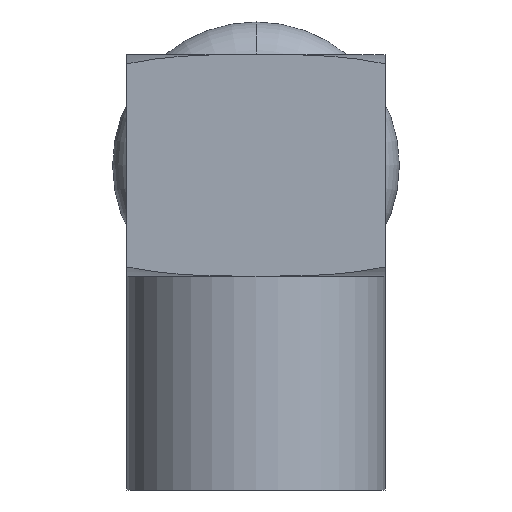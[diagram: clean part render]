
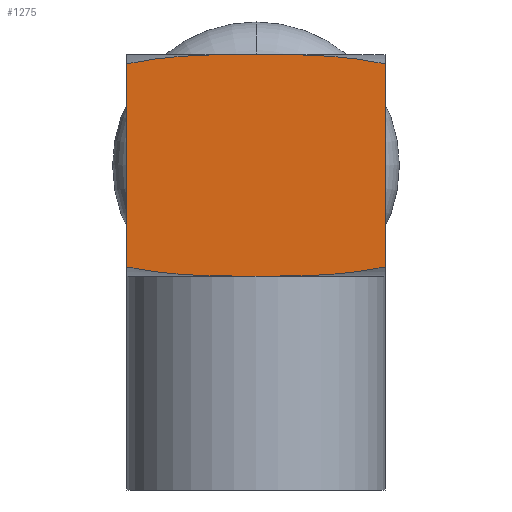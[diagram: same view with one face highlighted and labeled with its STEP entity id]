
A CAD part, front view. The second image highlights one B-rep face of the part: STEP entity #1275.
In plain terms, the highlighted planar face has unit normal (0, -1, 0).
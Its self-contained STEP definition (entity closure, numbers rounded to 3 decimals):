
#14 = CARTESIAN_POINT ( 'NONE',  ( 6.916, -10.735, 17.979 ) ) ;
#23 = CARTESIAN_POINT ( 'NONE',  ( 10.74, -10.735, 36.205 ) ) ;
#59 = CARTESIAN_POINT ( 'NONE',  ( -9.219, -10.735, 18.263 ) ) ;
#66 = VERTEX_POINT ( 'NONE', #1694 ) ;
#70 = CARTESIAN_POINT ( 'NONE',  ( 10.74, -10.735, 36.205 ) ) ;
#78 = CARTESIAN_POINT ( 'NONE',  ( -1.505, -10.735, 36.205 ) ) ;
#80 = ORIENTED_EDGE ( 'NONE', *, *, #560, .F. ) ;
#129 = EDGE_CURVE ( 'NONE', #1216, #1815, #858, .T. ) ;
#150 = ORIENTED_EDGE ( 'NONE', *, *, #1252, .T. ) ;
#157 = CARTESIAN_POINT ( 'NONE',  ( 9.983, -10.735, 18.392 ) ) ;
#168 = CARTESIAN_POINT ( 'NONE',  ( 2.279, -10.735, 36.204 ) ) ;
#171 = CARTESIAN_POINT ( 'NONE',  ( -10.74, -10.735, 36.205 ) ) ;
#176 = VERTEX_POINT ( 'NONE', #1699 ) ;
#185 = CARTESIAN_POINT ( 'NONE',  ( -3.053, -10.735, 36.201 ) ) ;
#191 = CARTESIAN_POINT ( 'NONE',  ( -1.505, -10.735, 17.795 ) ) ;
#220 = CARTESIAN_POINT ( 'NONE',  ( -9.22, -10.735, 35.737 ) ) ;
#221 = CARTESIAN_POINT ( 'NONE',  ( 0., -10.735, 17.795 ) ) ;
#227 = VECTOR ( 'NONE', #887, 1000. ) ;
#233 = VECTOR ( 'NONE', #880, 1000. ) ;
#268 = EDGE_CURVE ( 'NONE', #1135, #1216, #1729, .T. ) ;
#301 = CARTESIAN_POINT ( 'NONE',  ( 10.74, -10.735, 17.795 ) ) ;
#305 = EDGE_CURVE ( 'NONE', #1380, #66, #1154, .T. ) ;
#320 = CARTESIAN_POINT ( 'NONE',  ( -4.598, -10.735, 17.835 ) ) ;
#322 = CARTESIAN_POINT ( 'NONE',  ( -10.74, -10.735, 35.446 ) ) ;
#323 = CARTESIAN_POINT ( 'NONE',  ( 9.982, -10.735, 35.608 ) ) ;
#338 = CARTESIAN_POINT ( 'NONE',  ( -9.983, -10.735, 35.608 ) ) ;
#412 = VECTOR ( 'NONE', #1136, 1000. ) ;
#421 = CARTESIAN_POINT ( 'NONE',  ( 5.371, -10.735, 36.132 ) ) ;
#456 = DIRECTION ( 'NONE',  ( 0., 0., -1. ) ) ;
#510 = VERTEX_POINT ( 'NONE', #838 ) ;
#532 = EDGE_CURVE ( 'NONE', #1815, #706, #1759, .T. ) ;
#550 = VECTOR ( 'NONE', #990, 1000. ) ;
#556 = CARTESIAN_POINT ( 'NONE',  ( 1.505, -10.735, 36.205 ) ) ;
#560 = EDGE_CURVE ( 'NONE', #510, #1261, #1725, .T. ) ;
#570 = ORIENTED_EDGE ( 'NONE', *, *, #305, .F. ) ;
#575 = ORIENTED_EDGE ( 'NONE', *, *, #1228, .T. ) ;
#576 = CARTESIAN_POINT ( 'NONE',  ( 3.052, -10.735, 36.201 ) ) ;
#582 = CARTESIAN_POINT ( 'NONE',  ( -10.74, -10.735, 18.554 ) ) ;
#589 = EDGE_LOOP ( 'NONE', ( #816, #819, #1557, #1566, #760, #80, #150, #570, #575 ) ) ;
#597 = CARTESIAN_POINT ( 'NONE',  ( 10.74, -10.735, 17.795 ) ) ;
#617 = CARTESIAN_POINT ( 'NONE',  ( -1.505, -10.735, 36.205 ) ) ;
#659 = CARTESIAN_POINT ( 'NONE',  ( -1.505, -10.735, 17.795 ) ) ;
#694 = CARTESIAN_POINT ( 'NONE',  ( 4.6, -10.735, 17.836 ) ) ;
#704 = CARTESIAN_POINT ( 'NONE',  ( 10.74, -10.735, 18.554 ) ) ;
#706 = VERTEX_POINT ( 'NONE', #659 ) ;
#731 = CARTESIAN_POINT ( 'NONE',  ( -4.6, -10.735, 36.164 ) ) ;
#732 = DIRECTION ( 'NONE',  ( 0., 1., 0. ) ) ;
#735 = CARTESIAN_POINT ( 'NONE',  ( -2.279, -10.735, 17.796 ) ) ;
#760 = ORIENTED_EDGE ( 'NONE', *, *, #1586, .F. ) ;
#770 = B_SPLINE_CURVE_WITH_KNOTS ( 'NONE', 3,
 ( #1303, #323, #1576, #1665, #1698, #421, #1013, #576, #168, #556 ),
 .UNSPECIFIED., .F., .F.,
 ( 4, 2, 2, 2, 4 ),
 ( 0., 0.002, 0.005, 0.007, 0.009 ),
 .UNSPECIFIED. ) ;
#778 = AXIS2_PLACEMENT_3D ( 'NONE', #1040, #732, #1185 ) ;
#816 = ORIENTED_EDGE ( 'NONE', *, *, #1253, .T. ) ;
#819 = ORIENTED_EDGE ( 'NONE', *, *, #268, .T. ) ;
#827 = LINE ( 'NONE', #301, #550 ) ;
#838 = CARTESIAN_POINT ( 'NONE',  ( 1.505, -10.735, 17.795 ) ) ;
#842 = CARTESIAN_POINT ( 'NONE',  ( 1.505, -10.735, 17.795 ) ) ;
#858 = LINE ( 'NONE', #171, #227 ) ;
#880 = DIRECTION ( 'NONE',  ( -1., 0., 0. ) ) ;
#887 = DIRECTION ( 'NONE',  ( 0., 0., -1. ) ) ;
#895 = VECTOR ( 'NONE', #456, 1000. ) ;
#948 = CARTESIAN_POINT ( 'NONE',  ( -10.74, -10.735, 18.554 ) ) ;
#975 = CARTESIAN_POINT ( 'NONE',  ( 2.279, -10.735, 17.796 ) ) ;
#985 = CARTESIAN_POINT ( 'NONE',  ( 9.22, -10.735, 18.263 ) ) ;
#990 = DIRECTION ( 'NONE',  ( -1., 0., 0. ) ) ;
#1013 = CARTESIAN_POINT ( 'NONE',  ( 4.598, -10.735, 36.165 ) ) ;
#1040 = CARTESIAN_POINT ( 'NONE',  ( 10.74, -10.735, 36.205 ) ) ;
#1048 = PLANE ( 'NONE',  #778 ) ;
#1123 = CARTESIAN_POINT ( 'NONE',  ( 7.687, -10.735, 18.057 ) ) ;
#1135 = VERTEX_POINT ( 'NONE', #78 ) ;
#1136 = DIRECTION ( 'NONE',  ( -1., 0., 0. ) ) ;
#1152 = CARTESIAN_POINT ( 'NONE',  ( -3.052, -10.735, 17.799 ) ) ;
#1154 = LINE ( 'NONE', #70, #895 ) ;
#1185 = DIRECTION ( 'NONE',  ( 0., 0., 1. ) ) ;
#1189 = CARTESIAN_POINT ( 'NONE',  ( -7.685, -10.735, 18.057 ) ) ;
#1193 = CARTESIAN_POINT ( 'NONE',  ( 10.74, -10.735, 35.446 ) ) ;
#1216 = VERTEX_POINT ( 'NONE', #1709 ) ;
#1228 = EDGE_CURVE ( 'NONE', #1380, #176, #770, .T. ) ;
#1252 = EDGE_CURVE ( 'NONE', #510, #66, #1368, .T. ) ;
#1253 = EDGE_CURVE ( 'NONE', #176, #1135, #1283, .T. ) ;
#1261 = VERTEX_POINT ( 'NONE', #221 ) ;
#1272 = CARTESIAN_POINT ( 'NONE',  ( 5.373, -10.735, 17.869 ) ) ;
#1275 = ADVANCED_FACE ( 'NONE', ( #1490 ), #1048, .F. ) ;
#1283 = LINE ( 'NONE', #23, #412 ) ;
#1303 = CARTESIAN_POINT ( 'NONE',  ( 10.74, -10.735, 35.446 ) ) ;
#1315 = CARTESIAN_POINT ( 'NONE',  ( -5.371, -10.735, 17.868 ) ) ;
#1348 = CARTESIAN_POINT ( 'NONE',  ( -5.373, -10.735, 36.131 ) ) ;
#1368 = B_SPLINE_CURVE_WITH_KNOTS ( 'NONE', 3,
 ( #842, #975, #1456, #694, #1272, #14, #1123, #985, #157, #704 ),
 .UNSPECIFIED., .F., .F.,
 ( 4, 2, 2, 2, 4 ),
 ( 0., 0.002, 0.005, 0.007, 0.009 ),
 .UNSPECIFIED. ) ;
#1380 = VERTEX_POINT ( 'NONE', #1193 ) ;
#1455 = CARTESIAN_POINT ( 'NONE',  ( -6.916, -10.735, 36.021 ) ) ;
#1456 = CARTESIAN_POINT ( 'NONE',  ( 3.053, -10.735, 17.799 ) ) ;
#1490 = FACE_OUTER_BOUND ( 'NONE', #589, .T. ) ;
#1557 = ORIENTED_EDGE ( 'NONE', *, *, #129, .T. ) ;
#1566 = ORIENTED_EDGE ( 'NONE', *, *, #532, .T. ) ;
#1576 = CARTESIAN_POINT ( 'NONE',  ( 9.219, -10.735, 35.737 ) ) ;
#1586 = EDGE_CURVE ( 'NONE', #1261, #706, #827, .T. ) ;
#1594 = CARTESIAN_POINT ( 'NONE',  ( -9.982, -10.735, 18.392 ) ) ;
#1665 = CARTESIAN_POINT ( 'NONE',  ( 7.685, -10.735, 35.943 ) ) ;
#1694 = CARTESIAN_POINT ( 'NONE',  ( 10.74, -10.735, 18.554 ) ) ;
#1698 = CARTESIAN_POINT ( 'NONE',  ( 6.914, -10.735, 36.021 ) ) ;
#1699 = CARTESIAN_POINT ( 'NONE',  ( 1.505, -10.735, 36.205 ) ) ;
#1709 = CARTESIAN_POINT ( 'NONE',  ( -10.74, -10.735, 35.446 ) ) ;
#1725 = LINE ( 'NONE', #597, #233 ) ;
#1729 = B_SPLINE_CURVE_WITH_KNOTS ( 'NONE', 3,
 ( #617, #1747, #185, #731, #1348, #1455, #1765, #220, #338, #322 ),
 .UNSPECIFIED., .F., .F.,
 ( 4, 2, 2, 2, 4 ),
 ( 0., 0.002, 0.005, 0.007, 0.009 ),
 .UNSPECIFIED. ) ;
#1747 = CARTESIAN_POINT ( 'NONE',  ( -2.279, -10.735, 36.204 ) ) ;
#1754 = CARTESIAN_POINT ( 'NONE',  ( -6.914, -10.735, 17.979 ) ) ;
#1759 = B_SPLINE_CURVE_WITH_KNOTS ( 'NONE', 3,
 ( #582, #1594, #59, #1189, #1754, #1315, #320, #1152, #735, #191 ),
 .UNSPECIFIED., .F., .F.,
 ( 4, 2, 2, 2, 4 ),
 ( 0., 0.002, 0.005, 0.007, 0.009 ),
 .UNSPECIFIED. ) ;
#1765 = CARTESIAN_POINT ( 'NONE',  ( -7.687, -10.735, 35.943 ) ) ;
#1815 = VERTEX_POINT ( 'NONE', #948 ) ;
